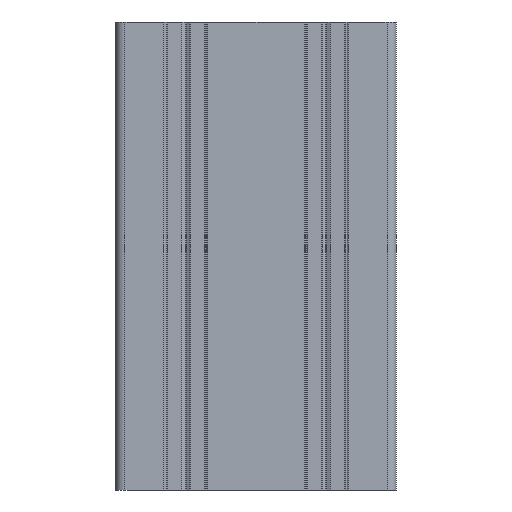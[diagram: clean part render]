
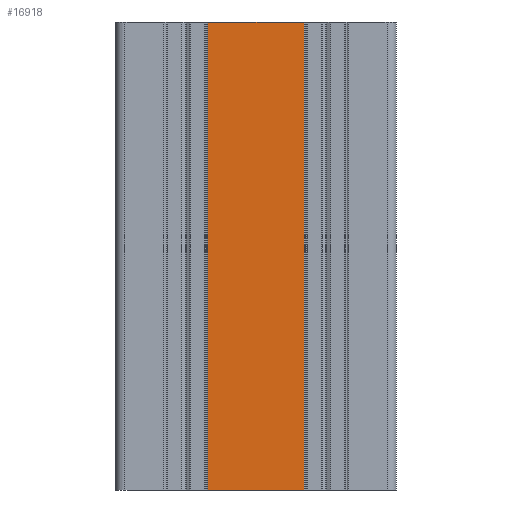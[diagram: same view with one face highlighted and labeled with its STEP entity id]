
A CAD part, left-side view. The second image highlights one B-rep face of the part: STEP entity #16918.
In plain terms, the highlighted planar face has unit normal (-1, 0, 0).
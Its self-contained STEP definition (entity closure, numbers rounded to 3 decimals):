
#44 = PLANE('',#45);
#45 = AXIS2_PLACEMENT_3D('',#46,#47,#48);
#46 = CARTESIAN_POINT('',(0.,0.,0.));
#47 = DIRECTION('',(-0.,-0.,-1.));
#48 = DIRECTION('',(-1.,0.,0.));
#100 = PLANE('',#101);
#101 = AXIS2_PLACEMENT_3D('',#102,#103,#104);
#102 = CARTESIAN_POINT('',(0.,0.,100.)
  );
#103 = DIRECTION('',(-0.,-0.,-1.));
#104 = DIRECTION('',(-1.,0.,0.));
#1076 = VERTEX_POINT('',#1077);
#1077 = CARTESIAN_POINT('',(-15.,-10.3,0.));
#1096 = CYLINDRICAL_SURFACE('',#1097,0.2);
#1097 = AXIS2_PLACEMENT_3D('',#1098,#1099,#1100);
#1098 = CARTESIAN_POINT('',(-14.8,-10.3,0.));
#1099 = DIRECTION('',(-0.,-0.,-1.));
#1100 = DIRECTION('',(1.,0.,0.));
#1108 = EDGE_CURVE('',#1076,#1109,#1111,.T.);
#1109 = VERTEX_POINT('',#1110);
#1110 = CARTESIAN_POINT('',(-15.,10.3,
    0.));
#1111 = SURFACE_CURVE('',#1112,(#1116,#1123),.PCURVE_S1.);
#1112 = LINE('',#1113,#1114);
#1113 = CARTESIAN_POINT('',(-15.,-28.,0.));
#1114 = VECTOR('',#1115,1.);
#1115 = DIRECTION('',(0.,1.,0.));
#1116 = PCURVE('',#44,#1117);
#1117 = DEFINITIONAL_REPRESENTATION('',(#1118),#1122);
#1118 = LINE('',#1119,#1120);
#1119 = CARTESIAN_POINT('',(15.,-28.));
#1120 = VECTOR('',#1121,1.);
#1121 = DIRECTION('',(0.,1.));
#1122 = ( GEOMETRIC_REPRESENTATION_CONTEXT(2) 
PARAMETRIC_REPRESENTATION_CONTEXT() REPRESENTATION_CONTEXT('2D SPACE',''
  ) );
#1123 = PCURVE('',#1124,#1129);
#1124 = PLANE('',#1125);
#1125 = AXIS2_PLACEMENT_3D('',#1126,#1127,#1128);
#1126 = CARTESIAN_POINT('',(-15.,-28.,0.));
#1127 = DIRECTION('',(-1.,0.,0.));
#1128 = DIRECTION('',(0.,1.,0.));
#1129 = DEFINITIONAL_REPRESENTATION('',(#1130),#1134);
#1130 = LINE('',#1131,#1132);
#1131 = CARTESIAN_POINT('',(0.,0.));
#1132 = VECTOR('',#1133,1.);
#1133 = DIRECTION('',(1.,0.));
#1134 = ( GEOMETRIC_REPRESENTATION_CONTEXT(2) 
PARAMETRIC_REPRESENTATION_CONTEXT() REPRESENTATION_CONTEXT('2D SPACE',''
  ) );
#1153 = CYLINDRICAL_SURFACE('',#1154,0.2);
#1154 = AXIS2_PLACEMENT_3D('',#1155,#1156,#1157);
#1155 = CARTESIAN_POINT('',(-14.8,10.3,0.));
#1156 = DIRECTION('',(0.,0.,-1.));
#1157 = DIRECTION('',(1.,0.,0.));
#9390 = VERTEX_POINT('',#9391);
#9391 = CARTESIAN_POINT('',(-15.,-10.3,100.));
#9413 = EDGE_CURVE('',#9390,#9414,#9416,.T.);
#9414 = VERTEX_POINT('',#9415);
#9415 = CARTESIAN_POINT('',(-15.,10.3,100.));
#9416 = SURFACE_CURVE('',#9417,(#9421,#9428),.PCURVE_S1.);
#9417 = LINE('',#9418,#9419);
#9418 = CARTESIAN_POINT('',(-15.,-28.,100.));
#9419 = VECTOR('',#9420,1.);
#9420 = DIRECTION('',(0.,1.,0.));
#9421 = PCURVE('',#100,#9422);
#9422 = DEFINITIONAL_REPRESENTATION('',(#9423),#9427);
#9423 = LINE('',#9424,#9425);
#9424 = CARTESIAN_POINT('',(15.,-28.));
#9425 = VECTOR('',#9426,1.);
#9426 = DIRECTION('',(0.,1.));
#9427 = ( GEOMETRIC_REPRESENTATION_CONTEXT(2) 
PARAMETRIC_REPRESENTATION_CONTEXT() REPRESENTATION_CONTEXT('2D SPACE',''
  ) );
#9428 = PCURVE('',#1124,#9429);
#9429 = DEFINITIONAL_REPRESENTATION('',(#9430),#9434);
#9430 = LINE('',#9431,#9432);
#9431 = CARTESIAN_POINT('',(0.,-100.));
#9432 = VECTOR('',#9433,1.);
#9433 = DIRECTION('',(1.,0.));
#9434 = ( GEOMETRIC_REPRESENTATION_CONTEXT(2) 
PARAMETRIC_REPRESENTATION_CONTEXT() REPRESENTATION_CONTEXT('2D SPACE',''
  ) );
#16869 = EDGE_CURVE('',#1076,#9390,#16870,.T.);
#16870 = SURFACE_CURVE('',#16871,(#16875,#16882),.PCURVE_S1.);
#16871 = LINE('',#16872,#16873);
#16872 = CARTESIAN_POINT('',(-15.,-10.3,0.));
#16873 = VECTOR('',#16874,1.);
#16874 = DIRECTION('',(0.,0.,1.));
#16875 = PCURVE('',#1096,#16876);
#16876 = DEFINITIONAL_REPRESENTATION('',(#16877),#16881);
#16877 = LINE('',#16878,#16879);
#16878 = CARTESIAN_POINT('',(-3.142,0.));
#16879 = VECTOR('',#16880,1.);
#16880 = DIRECTION('',(-0.,-1.));
#16881 = ( GEOMETRIC_REPRESENTATION_CONTEXT(2) 
PARAMETRIC_REPRESENTATION_CONTEXT() REPRESENTATION_CONTEXT('2D SPACE',''
  ) );
#16882 = PCURVE('',#1124,#16883);
#16883 = DEFINITIONAL_REPRESENTATION('',(#16884),#16888);
#16884 = LINE('',#16885,#16886);
#16885 = CARTESIAN_POINT('',(17.7,0.));
#16886 = VECTOR('',#16887,1.);
#16887 = DIRECTION('',(0.,-1.));
#16888 = ( GEOMETRIC_REPRESENTATION_CONTEXT(2) 
PARAMETRIC_REPRESENTATION_CONTEXT() REPRESENTATION_CONTEXT('2D SPACE',''
  ) );
#16918 = ADVANCED_FACE('',(#16919),#1124,.T.);
#16919 = FACE_BOUND('',#16920,.T.);
#16920 = EDGE_LOOP('',(#16921,#16922,#16923,#16924));
#16921 = ORIENTED_EDGE('',*,*,#1108,.F.);
#16922 = ORIENTED_EDGE('',*,*,#16869,.T.);
#16923 = ORIENTED_EDGE('',*,*,#9413,.T.);
#16924 = ORIENTED_EDGE('',*,*,#16925,.F.);
#16925 = EDGE_CURVE('',#1109,#9414,#16926,.T.);
#16926 = SURFACE_CURVE('',#16927,(#16931,#16938),.PCURVE_S1.);
#16927 = LINE('',#16928,#16929);
#16928 = CARTESIAN_POINT('',(-15.,10.3,
    0.));
#16929 = VECTOR('',#16930,1.);
#16930 = DIRECTION('',(0.,0.,1.));
#16931 = PCURVE('',#1124,#16932);
#16932 = DEFINITIONAL_REPRESENTATION('',(#16933),#16937);
#16933 = LINE('',#16934,#16935);
#16934 = CARTESIAN_POINT('',(38.3,0.));
#16935 = VECTOR('',#16936,1.);
#16936 = DIRECTION('',(0.,-1.));
#16937 = ( GEOMETRIC_REPRESENTATION_CONTEXT(2) 
PARAMETRIC_REPRESENTATION_CONTEXT() REPRESENTATION_CONTEXT('2D SPACE',''
  ) );
#16938 = PCURVE('',#1153,#16939);
#16939 = DEFINITIONAL_REPRESENTATION('',(#16940),#16944);
#16940 = LINE('',#16941,#16942);
#16941 = CARTESIAN_POINT('',(3.142,0.));
#16942 = VECTOR('',#16943,1.);
#16943 = DIRECTION('',(0.,-1.));
#16944 = ( GEOMETRIC_REPRESENTATION_CONTEXT(2) 
PARAMETRIC_REPRESENTATION_CONTEXT() REPRESENTATION_CONTEXT('2D SPACE',''
  ) );
